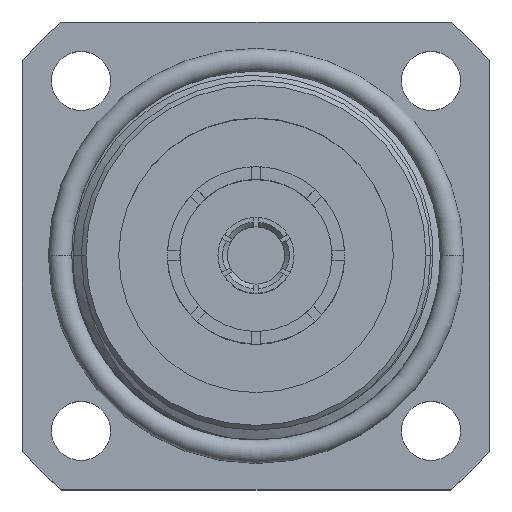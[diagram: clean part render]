
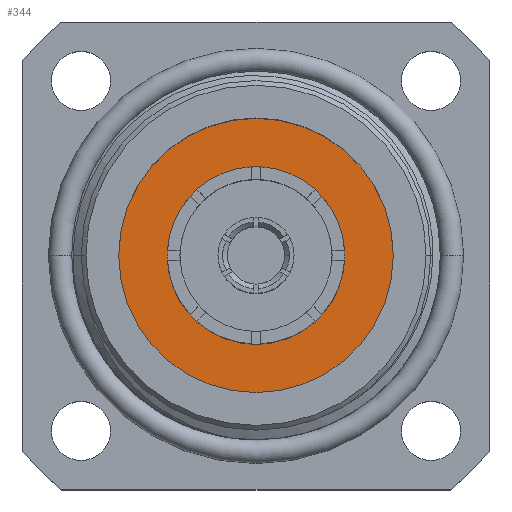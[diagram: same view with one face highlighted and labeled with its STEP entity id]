
A CAD part, top view. The second image highlights one B-rep face of the part: STEP entity #344.
In plain terms, the highlighted planar face has unit normal (0, 0, 1).
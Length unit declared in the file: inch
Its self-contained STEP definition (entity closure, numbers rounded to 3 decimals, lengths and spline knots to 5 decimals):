
#107 = DIRECTION ( 'NONE',  ( 1., 0., 0. ) ) ;
#112 = CARTESIAN_POINT ( 'NONE',  ( 0.1895, 0., 0.3274 ) ) ;
#146 = CIRCLE ( 'NONE', #6138, 0.1895 ) ;
#344 = ADVANCED_FACE ( 'NONE', ( #1730, #1665 ), #3302, .T. ) ;
#416 = VERTEX_POINT ( 'NONE', #3781 ) ;
#508 = AXIS2_PLACEMENT_3D ( 'NONE', #3863, #4845, #4347 ) ;
#959 = AXIS2_PLACEMENT_3D ( 'NONE', #3575, #1154, #1662 ) ;
#1115 = CIRCLE ( 'NONE', #959, 0.1895 ) ;
#1154 = DIRECTION ( 'NONE',  ( 0., 0., 1. ) ) ;
#1392 = DIRECTION ( 'NONE',  ( 1., 0., 0. ) ) ;
#1562 = VERTEX_POINT ( 'NONE', #112 ) ;
#1662 = DIRECTION ( 'NONE',  ( 1., 0., 0. ) ) ;
#1665 = FACE_BOUND ( 'NONE', #5887, .T. ) ;
#1730 = FACE_OUTER_BOUND ( 'NONE', #5837, .T. ) ;
#1810 = CARTESIAN_POINT ( 'NONE',  ( -0.1895, 0., 0.3274 ) ) ;
#1811 = CIRCLE ( 'NONE', #508, 0.29348 ) ;
#1836 = AXIS2_PLACEMENT_3D ( 'NONE', #3325, #5198, #1392 ) ;
#2295 = VERTEX_POINT ( 'NONE', #1810 ) ;
#2722 = DIRECTION ( 'NONE',  ( 0., 0., 1. ) ) ;
#2727 = EDGE_CURVE ( 'NONE', #2295, #1562, #1115, .T. ) ;
#2989 = ORIENTED_EDGE ( 'NONE', *, *, #5148, .T. ) ;
#3038 = CIRCLE ( 'NONE', #4903, 0.29348 ) ;
#3240 = DIRECTION ( 'NONE',  ( 1., 0., 0. ) ) ;
#3302 = PLANE ( 'NONE',  #1836 ) ;
#3325 = CARTESIAN_POINT ( 'NONE',  ( 0., 0., 0.3274 ) ) ;
#3575 = CARTESIAN_POINT ( 'NONE',  ( 0., 0., 0.3274 ) ) ;
#3756 = EDGE_CURVE ( 'NONE', #1562, #2295, #146, .T. ) ;
#3781 = CARTESIAN_POINT ( 'NONE',  ( -0.29348, 0., 0.3274 ) ) ;
#3863 = CARTESIAN_POINT ( 'NONE',  ( 0., 0., 0.3274 ) ) ;
#3972 = ORIENTED_EDGE ( 'NONE', *, *, #3756, .F. ) ;
#4175 = VERTEX_POINT ( 'NONE', #5320 ) ;
#4347 = DIRECTION ( 'NONE',  ( 1., 0., 0. ) ) ;
#4419 = DIRECTION ( 'NONE',  ( 0., 0., 1. ) ) ;
#4748 = ORIENTED_EDGE ( 'NONE', *, *, #2727, .F. ) ;
#4845 = DIRECTION ( 'NONE',  ( 0., 0., 1. ) ) ;
#4903 = AXIS2_PLACEMENT_3D ( 'NONE', #5708, #2722, #3240 ) ;
#4957 = EDGE_CURVE ( 'NONE', #416, #4175, #3038, .T. ) ;
#5148 = EDGE_CURVE ( 'NONE', #4175, #416, #1811, .T. ) ;
#5198 = DIRECTION ( 'NONE',  ( 0., 0., 1. ) ) ;
#5320 = CARTESIAN_POINT ( 'NONE',  ( 0.29348, 0., 0.3274 ) ) ;
#5421 = CARTESIAN_POINT ( 'NONE',  ( 0., 0., 0.3274 ) ) ;
#5596 = ORIENTED_EDGE ( 'NONE', *, *, #4957, .T. ) ;
#5708 = CARTESIAN_POINT ( 'NONE',  ( 0., 0., 0.3274 ) ) ;
#5837 = EDGE_LOOP ( 'NONE', ( #2989, #5596 ) ) ;
#5887 = EDGE_LOOP ( 'NONE', ( #4748, #3972 ) ) ;
#6138 = AXIS2_PLACEMENT_3D ( 'NONE', #5421, #4419, #107 ) ;
